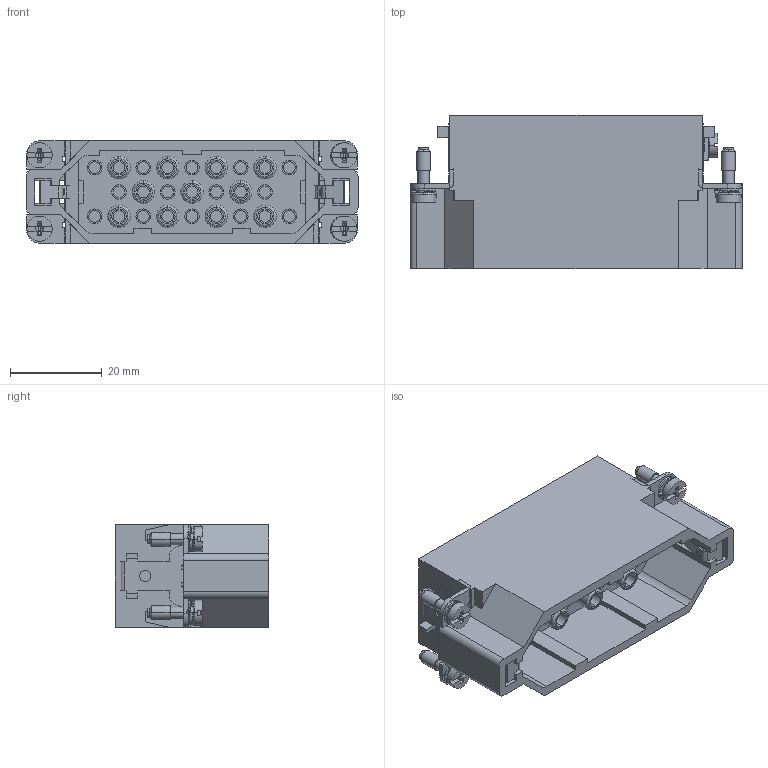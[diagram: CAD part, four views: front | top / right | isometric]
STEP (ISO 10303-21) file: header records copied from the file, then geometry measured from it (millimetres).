
FILE_DESCRIPTION (( 'STEP AP203' ), '1' );
FILE_NAME ('294233025.step', '2025-02-12T17:56:00', ( '' ), ( '' ), 'SwSTEP 2.0', 'SolidWorks 2024', '' );
FILE_SCHEMA (( 'CONFIG_CONTROL_DESIGN' ));
Length unit declared in the file: inch
Products named in the file (1): 294233025
Bounding box: 72.3 x 33.4 x 22.41 mm (x, y, z)
Volume: 28283.6 mm3; surface area: 17004.1 mm2
Topology: 13 solids, 15 shells, 909 faces, 2313 edges, 1526 vertices
Faces by surface type: plane 476, cylinder 350, bspline 61, cone 22
Entity records: 29823 total; most frequent: CARTESIAN_POINT 7807, ORIENTED_EDGE 4626, DIRECTION 4520, EDGE_CURVE 2313, AXIS2_PLACEMENT_3D 1559, VERTEX_POINT 1526, VECTOR 1402, LINE 1402
